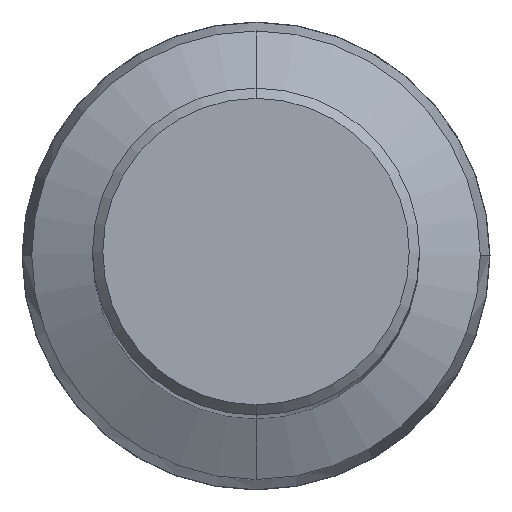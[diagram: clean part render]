
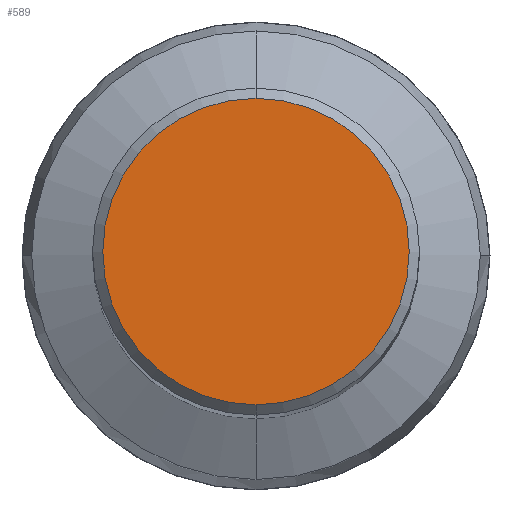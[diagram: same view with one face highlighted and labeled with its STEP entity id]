
A CAD part, top view. The second image highlights one B-rep face of the part: STEP entity #589.
In plain terms, the highlighted planar face has unit normal (0, 0, 1).
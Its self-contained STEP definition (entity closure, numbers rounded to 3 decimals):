
#467=VERTEX_POINT('',#982);
#485=EDGE_CURVE('',#467,#605,#1000,.T.);
#589=ADVANCED_FACE('',(#1109),#1110,.T.);
#605=VERTEX_POINT('',#1127);
#673=EDGE_CURVE('',#605,#467,#1202,.T.);
#982=CARTESIAN_POINT('',(0.0,15.0,0.0));
#1000=CIRCLE('',#1700,15.0);
#1109=FACE_OUTER_BOUND('',#1994,.T.);
#1110=PLANE('',#1995);
#1127=CARTESIAN_POINT('',(0.,-15.0,0.0));
#1202=CIRCLE('',#2144,15.0);
#1700=AXIS2_PLACEMENT_3D('',#2530,#2531,#2532);
#1994=EDGE_LOOP('',(#2635,#2636));
#1995=AXIS2_PLACEMENT_3D('',#2637,#2638,#2639);
#2144=AXIS2_PLACEMENT_3D('',#2749,#2750,#2751);
#2530=CARTESIAN_POINT('',(0.0,0.0,0.0));
#2531=DIRECTION('',(0.0,0.0,-1.0));
#2532=DIRECTION('',(0.0,1.0,0.0));
#2635=ORIENTED_EDGE('',*,*,#485,.F.);
#2636=ORIENTED_EDGE('',*,*,#673,.F.);
#2637=CARTESIAN_POINT('',(0.0,7.5,0.0));
#2638=DIRECTION('',(-0.0,0.0,1.0));
#2639=DIRECTION('',(0.0,-1.0,0.0));
#2749=CARTESIAN_POINT('',(0.0,0.0,0.0));
#2750=DIRECTION('',(0.0,0.0,-1.0));
#2751=DIRECTION('',(0.0,1.0,0.0));
